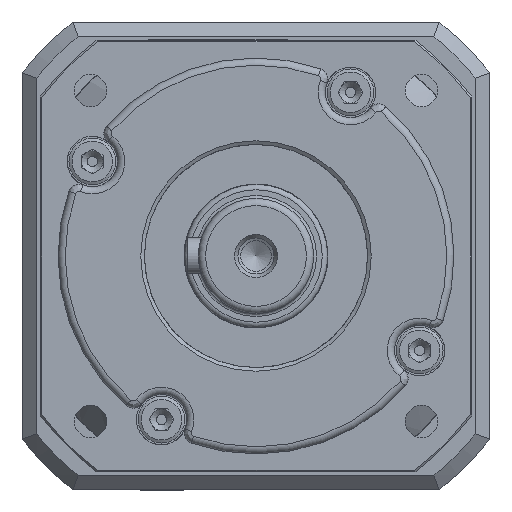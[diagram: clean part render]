
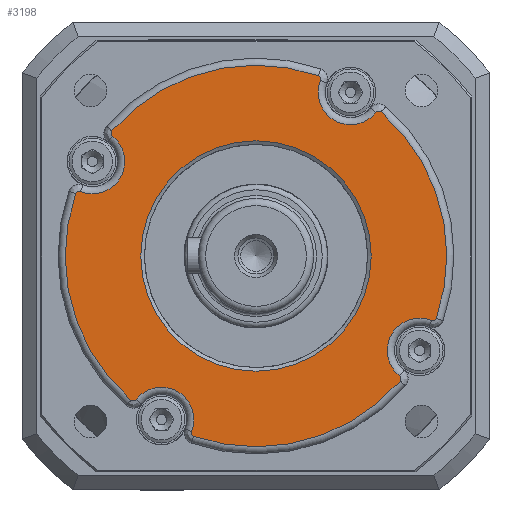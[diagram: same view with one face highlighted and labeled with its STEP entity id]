
A CAD part, left-side view. The second image highlights one B-rep face of the part: STEP entity #3198.
In plain terms, the highlighted planar face has unit normal (-1, 0, 0).
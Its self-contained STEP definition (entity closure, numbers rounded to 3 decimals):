
#364=CARTESIAN_POINT('',(-85.223,-32.,0.0));
#365=VERTEX_POINT('',#364);
#366=CARTESIAN_POINT('',(-85.223,0.,0.0));
#367=DIRECTION('',(1.0,0.0,0.0));
#368=DIRECTION('',(0.0,0.0,1.0));
#369=AXIS2_PLACEMENT_3D('',#366,#367,#368);
#370=CIRCLE('',#369,32.);
#371=EDGE_CURVE('',#365,#365,#370,.T.);
#548=CARTESIAN_POINT('',(-85.223,50.103,17.282));
#549=VERTEX_POINT('',#548);
#557=CARTESIAN_POINT('',(-85.223,48.789,17.886));
#558=VERTEX_POINT('',#557);
#559=CARTESIAN_POINT('',(-85.223,49.158,16.956));
#560=DIRECTION('',(-1.0,0.0,0.0));
#561=DIRECTION('',(0.0,0.0,1.0));
#562=AXIS2_PLACEMENT_3D('',#559,#560,#561);
#563=CIRCLE('',#562,1.);
#564=EDGE_CURVE('',#558,#549,#563,.T.);
#620=CARTESIAN_POINT('',(-85.223,33.309,-39.884));
#621=VERTEX_POINT('',#620);
#629=CARTESIAN_POINT('',(-85.223,34.749,-40.019));
#630=VERTEX_POINT('',#629);
#631=CARTESIAN_POINT('',(-85.223,34.094,-39.263));
#632=DIRECTION('',(-1.0,0.0,0.0));
#633=DIRECTION('',(0.0,0.0,1.0));
#634=AXIS2_PLACEMENT_3D('',#631,#632,#633);
#635=CIRCLE('',#634,1.);
#636=EDGE_CURVE('',#630,#621,#635,.T.);
#653=CARTESIAN_POINT('',(-85.223,17.886,-48.789));
#654=VERTEX_POINT('',#653);
#655=CARTESIAN_POINT('',(-85.223,26.25,-45.466));
#656=DIRECTION('',(1.0,0.0,0.0));
#657=DIRECTION('',(0.0,0.0,1.0));
#658=AXIS2_PLACEMENT_3D('',#655,#656,#657);
#659=CIRCLE('',#658,9.);
#660=EDGE_CURVE('',#621,#654,#659,.T.);
#698=CARTESIAN_POINT('',(-85.223,40.019,34.749));
#699=VERTEX_POINT('',#698);
#707=CARTESIAN_POINT('',(-85.223,-17.282,50.103));
#708=VERTEX_POINT('',#707);
#709=CARTESIAN_POINT('',(-85.223,0.0,0.0));
#710=DIRECTION('',(-1.0,0.0,0.0));
#711=DIRECTION('',(0.0,0.0,1.0));
#712=AXIS2_PLACEMENT_3D('',#709,#710,#711);
#713=CIRCLE('',#712,53.);
#714=EDGE_CURVE('',#708,#699,#713,.T.);
#770=CARTESIAN_POINT('',(-85.223,-33.309,39.884));
#771=VERTEX_POINT('',#770);
#779=CARTESIAN_POINT('',(-85.223,-34.749,40.019));
#780=VERTEX_POINT('',#779);
#781=CARTESIAN_POINT('',(-85.223,-34.094,39.263));
#782=DIRECTION('',(-1.0,0.0,0.0));
#783=DIRECTION('',(0.0,0.0,1.0));
#784=AXIS2_PLACEMENT_3D('',#781,#782,#783);
#785=CIRCLE('',#784,1.);
#786=EDGE_CURVE('',#780,#771,#785,.T.);
#803=CARTESIAN_POINT('',(-85.223,-39.884,-33.309));
#804=VERTEX_POINT('',#803);
#805=CARTESIAN_POINT('',(-85.223,-48.789,-17.886));
#806=VERTEX_POINT('',#805);
#807=CARTESIAN_POINT('',(-85.223,-45.466,-26.25));
#808=DIRECTION('',(1.0,0.0,0.0));
#809=DIRECTION('',(0.0,0.0,1.0));
#810=AXIS2_PLACEMENT_3D('',#807,#808,#809);
#811=CIRCLE('',#810,9.);
#812=EDGE_CURVE('',#804,#806,#811,.T.);
#884=CARTESIAN_POINT('',(-85.223,-50.103,-17.282));
#885=VERTEX_POINT('',#884);
#893=CARTESIAN_POINT('',(-85.223,-49.158,-16.956));
#894=DIRECTION('',(-1.0,0.0,0.0));
#895=DIRECTION('',(0.0,0.0,1.0));
#896=AXIS2_PLACEMENT_3D('',#893,#894,#895);
#897=CIRCLE('',#896,1.);
#898=EDGE_CURVE('',#806,#885,#897,.T.);
#3110=CARTESIAN_POINT('',(-85.223,0.0,0.0));
#3111=DIRECTION('',(-1.0,0.0,0.0));
#3112=DIRECTION('',(0.0,0.0,1.0));
#3113=AXIS2_PLACEMENT_3D('',#3110,#3111,#3112);
#3114=PLANE('',#3113);
#3115=CARTESIAN_POINT('',(-85.223,39.884,33.309));
#3116=VERTEX_POINT('',#3115);
#3117=CARTESIAN_POINT('',(-85.223,45.466,26.25));
#3118=DIRECTION('',(1.0,0.0,0.0));
#3119=DIRECTION('',(0.0,0.0,1.0));
#3120=AXIS2_PLACEMENT_3D('',#3117,#3118,#3119);
#3121=CIRCLE('',#3120,9.);
#3122=EDGE_CURVE('',#3116,#558,#3121,.T.);
#3123=ORIENTED_EDGE('',*,*,#3122,.T.);
#3124=ORIENTED_EDGE('',*,*,#564,.T.);
#3125=CARTESIAN_POINT('',(-85.223,0.0,0.0));
#3126=DIRECTION('',(-1.0,0.0,0.0));
#3127=DIRECTION('',(0.0,0.0,1.0));
#3128=AXIS2_PLACEMENT_3D('',#3125,#3126,#3127);
#3129=CIRCLE('',#3128,53.);
#3130=EDGE_CURVE('',#549,#630,#3129,.T.);
#3131=ORIENTED_EDGE('',*,*,#3130,.T.);
#3132=ORIENTED_EDGE('',*,*,#636,.T.);
#3133=ORIENTED_EDGE('',*,*,#660,.T.);
#3134=CARTESIAN_POINT('',(-85.223,17.282,-50.103));
#3135=VERTEX_POINT('',#3134);
#3136=CARTESIAN_POINT('',(-85.223,16.956,-49.158));
#3137=DIRECTION('',(-1.0,0.0,0.0));
#3138=DIRECTION('',(0.0,0.0,1.0));
#3139=AXIS2_PLACEMENT_3D('',#3136,#3137,#3138);
#3140=CIRCLE('',#3139,1.);
#3141=EDGE_CURVE('',#654,#3135,#3140,.T.);
#3142=ORIENTED_EDGE('',*,*,#3141,.T.);
#3143=CARTESIAN_POINT('',(-85.223,-40.019,-34.749));
#3144=VERTEX_POINT('',#3143);
#3145=CARTESIAN_POINT('',(-85.223,0.0,0.0));
#3146=DIRECTION('',(-1.0,0.0,0.0));
#3147=DIRECTION('',(0.0,0.0,1.0));
#3148=AXIS2_PLACEMENT_3D('',#3145,#3146,#3147);
#3149=CIRCLE('',#3148,53.);
#3150=EDGE_CURVE('',#3135,#3144,#3149,.T.);
#3151=ORIENTED_EDGE('',*,*,#3150,.T.);
#3152=CARTESIAN_POINT('',(-85.223,-39.263,-34.094));
#3153=DIRECTION('',(-1.0,0.0,0.0));
#3154=DIRECTION('',(0.0,0.0,1.0));
#3155=AXIS2_PLACEMENT_3D('',#3152,#3153,#3154);
#3156=CIRCLE('',#3155,1.);
#3157=EDGE_CURVE('',#3144,#804,#3156,.T.);
#3158=ORIENTED_EDGE('',*,*,#3157,.T.);
#3159=ORIENTED_EDGE('',*,*,#812,.T.);
#3160=ORIENTED_EDGE('',*,*,#898,.T.);
#3161=CARTESIAN_POINT('',(-85.223,0.0,0.0));
#3162=DIRECTION('',(-1.0,0.0,0.0));
#3163=DIRECTION('',(0.0,0.0,1.0));
#3164=AXIS2_PLACEMENT_3D('',#3161,#3162,#3163);
#3165=CIRCLE('',#3164,53.);
#3166=EDGE_CURVE('',#885,#780,#3165,.T.);
#3167=ORIENTED_EDGE('',*,*,#3166,.T.);
#3168=ORIENTED_EDGE('',*,*,#786,.T.);
#3169=CARTESIAN_POINT('',(-85.223,-17.886,48.789));
#3170=VERTEX_POINT('',#3169);
#3171=CARTESIAN_POINT('',(-85.223,-26.25,45.466));
#3172=DIRECTION('',(1.0,0.0,0.0));
#3173=DIRECTION('',(0.0,0.0,1.0));
#3174=AXIS2_PLACEMENT_3D('',#3171,#3172,#3173);
#3175=CIRCLE('',#3174,9.);
#3176=EDGE_CURVE('',#771,#3170,#3175,.T.);
#3177=ORIENTED_EDGE('',*,*,#3176,.T.);
#3178=CARTESIAN_POINT('',(-85.223,-16.956,49.158));
#3179=DIRECTION('',(-1.0,0.0,0.0));
#3180=DIRECTION('',(0.0,0.0,1.0));
#3181=AXIS2_PLACEMENT_3D('',#3178,#3179,#3180);
#3182=CIRCLE('',#3181,1.);
#3183=EDGE_CURVE('',#3170,#708,#3182,.T.);
#3184=ORIENTED_EDGE('',*,*,#3183,.T.);
#3185=ORIENTED_EDGE('',*,*,#714,.T.);
#3186=CARTESIAN_POINT('',(-85.223,39.263,34.094));
#3187=DIRECTION('',(-1.0,0.0,0.0));
#3188=DIRECTION('',(0.0,0.0,1.0));
#3189=AXIS2_PLACEMENT_3D('',#3186,#3187,#3188);
#3190=CIRCLE('',#3189,1.);
#3191=EDGE_CURVE('',#699,#3116,#3190,.T.);
#3192=ORIENTED_EDGE('',*,*,#3191,.T.);
#3193=EDGE_LOOP('',(#3123,#3124,#3131,#3132,#3133,#3142,#3151,#3158,#3159,#3160,#3167,#3168,#3177,#3184,#3185,#3192));
#3194=FACE_OUTER_BOUND('',#3193,.T.);
#3195=ORIENTED_EDGE('',*,*,#371,.T.);
#3196=EDGE_LOOP('',(#3195));
#3197=FACE_BOUND('',#3196,.T.);
#3198=ADVANCED_FACE('',(#3194,#3197),#3114,.T.);
